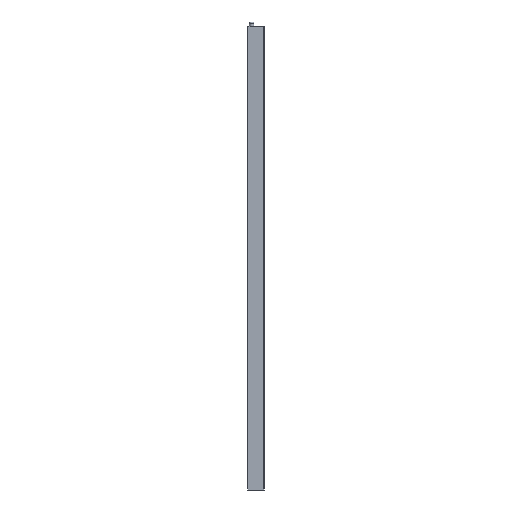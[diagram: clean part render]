
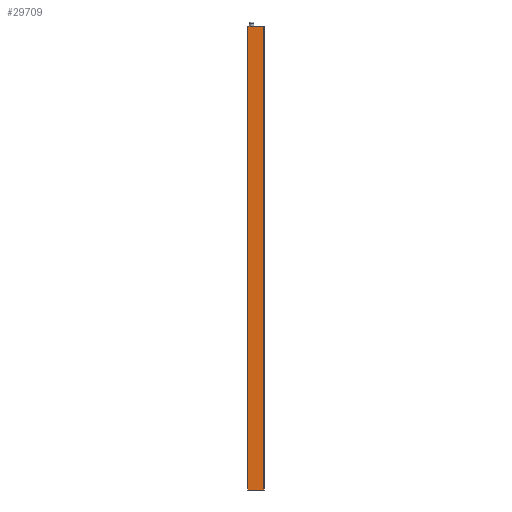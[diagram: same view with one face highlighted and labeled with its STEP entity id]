
A CAD part, left-side view. The second image highlights one B-rep face of the part: STEP entity #29709.
In plain terms, the highlighted planar face has unit normal (-1, 0.003, 0).
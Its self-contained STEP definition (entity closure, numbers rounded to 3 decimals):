
#410 = DIRECTION ( 'NONE',  ( 0.003, 1., 0. ) ) ;
#1135 = PLANE ( 'NONE',  #12831 ) ;
#3043 = FACE_OUTER_BOUND ( 'NONE', #8721, .T. ) ;
#4349 = CARTESIAN_POINT ( 'NONE',  ( -6.4, 0.002, -850. ) ) ;
#5764 = VECTOR ( 'NONE', #410, 1000. ) ;
#6759 = DIRECTION ( 'NONE',  ( 0.003, 1., 0. ) ) ;
#8377 = CARTESIAN_POINT ( 'NONE',  ( -6.4, 0.002, -850. ) ) ;
#8721 = EDGE_LOOP ( 'NONE', ( #10445, #24823, #25070, #33917 ) ) ;
#9831 = VERTEX_POINT ( 'NONE', #25815 ) ;
#10445 = ORIENTED_EDGE ( 'NONE', *, *, #23497, .T. ) ;
#10950 = DIRECTION ( 'NONE',  ( 0.003, 1., 0. ) ) ;
#11118 = CARTESIAN_POINT ( 'NONE',  ( -6.401, -0.198, -850. ) ) ;
#11389 = VERTEX_POINT ( 'NONE', #28383 ) ;
#12831 = AXIS2_PLACEMENT_3D ( 'NONE', #8377, #32630, #10950 ) ;
#13561 = DIRECTION ( 'NONE',  ( 0., 0., -1. ) ) ;
#16811 = CARTESIAN_POINT ( 'NONE',  ( -6.498, -29.5, -850. ) ) ;
#18330 = CARTESIAN_POINT ( 'NONE',  ( -6.498, -29.5, -850. ) ) ;
#18880 = LINE ( 'NONE', #11118, #29294 ) ;
#21804 = DIRECTION ( 'NONE',  ( 0., 0., 1. ) ) ;
#22517 = CARTESIAN_POINT ( 'NONE',  ( -6.401, -0.198, -850. ) ) ;
#22857 = LINE ( 'NONE', #33338, #5764 ) ;
#23497 = EDGE_CURVE ( 'NONE', #11389, #9831, #22857, .T. ) ;
#24551 = LINE ( 'NONE', #16811, #33814 ) ;
#24823 = ORIENTED_EDGE ( 'NONE', *, *, #29731, .T. ) ;
#25070 = ORIENTED_EDGE ( 'NONE', *, *, #30031, .F. ) ;
#25432 = VECTOR ( 'NONE', #6759, 1000. ) ;
#25815 = CARTESIAN_POINT ( 'NONE',  ( -6.401, -0.198, 0. ) ) ;
#28383 = CARTESIAN_POINT ( 'NONE',  ( -6.498, -29.5, 0. ) ) ;
#28755 = VERTEX_POINT ( 'NONE', #22517 ) ;
#29294 = VECTOR ( 'NONE', #13561, 1000. ) ;
#29709 = ADVANCED_FACE ( 'NONE', ( #3043 ), #1135, .F. ) ;
#29731 = EDGE_CURVE ( 'NONE', #9831, #28755, #18880, .T. ) ;
#30031 = EDGE_CURVE ( 'NONE', #31712, #28755, #30344, .T. ) ;
#30344 = LINE ( 'NONE', #4349, #25432 ) ;
#31712 = VERTEX_POINT ( 'NONE', #18330 ) ;
#32630 = DIRECTION ( 'NONE',  ( 1., -0.003, 0. ) ) ;
#33338 = CARTESIAN_POINT ( 'NONE',  ( -6.4, 0.002, 0. ) ) ;
#33345 = EDGE_CURVE ( 'NONE', #31712, #11389, #24551, .T. ) ;
#33814 = VECTOR ( 'NONE', #21804, 1000. ) ;
#33917 = ORIENTED_EDGE ( 'NONE', *, *, #33345, .T. ) ;
